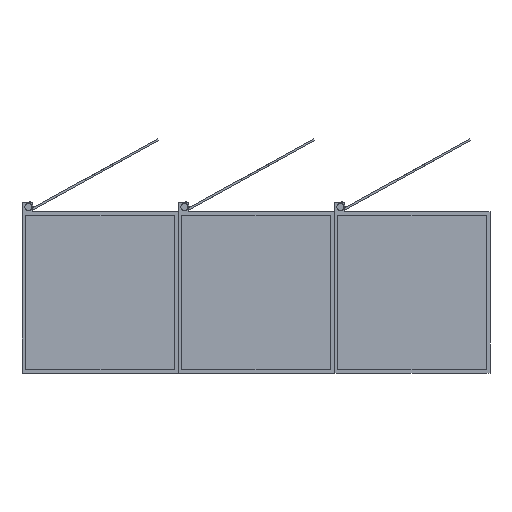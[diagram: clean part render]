
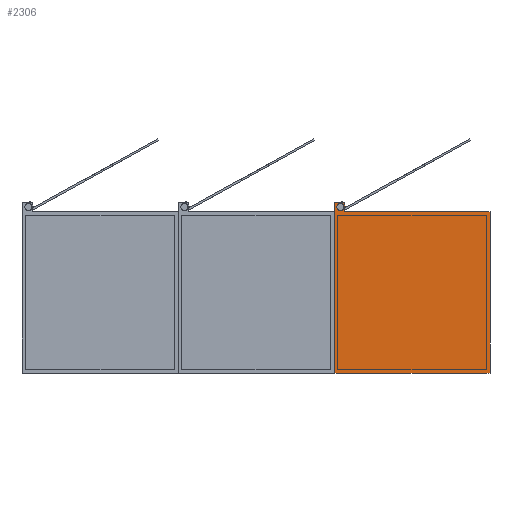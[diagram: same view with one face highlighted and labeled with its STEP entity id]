
A CAD part, front view. The second image highlights one B-rep face of the part: STEP entity #2306.
In plain terms, the highlighted planar face has unit normal (0, -1, 0).
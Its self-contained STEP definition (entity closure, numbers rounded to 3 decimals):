
#86 = VECTOR ( 'NONE', #4061, 1000. ) ;
#105 = VECTOR ( 'NONE', #3365, 1000. ) ;
#127 = CARTESIAN_POINT ( 'NONE',  ( 435., 0., 0. ) ) ;
#253 = EDGE_CURVE ( 'NONE', #773, #3809, #2004, .T. ) ;
#444 = EDGE_CURVE ( 'NONE', #1508, #684, #2020, .T. ) ;
#478 = CARTESIAN_POINT ( 'NONE',  ( 435., 0., 0. ) ) ;
#522 = AXIS2_PLACEMENT_3D ( 'NONE', #3329, #2675, #3621 ) ;
#532 = CARTESIAN_POINT ( 'NONE',  ( 0., 0., 0. ) ) ;
#601 = DIRECTION ( 'NONE',  ( 0., -1., 0. ) ) ;
#684 = VERTEX_POINT ( 'NONE', #2156 ) ;
#702 = ORIENTED_EDGE ( 'NONE', *, *, #864, .F. ) ;
#727 = VERTEX_POINT ( 'NONE', #2424 ) ;
#773 = VERTEX_POINT ( 'NONE', #3661 ) ;
#788 = EDGE_CURVE ( 'NONE', #1177, #1030, #3344, .T. ) ;
#864 = EDGE_CURVE ( 'NONE', #684, #1177, #1558, .T. ) ;
#935 = ORIENTED_EDGE ( 'NONE', *, *, #253, .F. ) ;
#1001 = CARTESIAN_POINT ( 'NONE',  ( 30., 0., 25. ) ) ;
#1030 = VERTEX_POINT ( 'NONE', #3859 ) ;
#1040 = DIRECTION ( 'NONE',  ( 1., 0., 0. ) ) ;
#1137 = ORIENTED_EDGE ( 'NONE', *, *, #3170, .F. ) ;
#1141 = AXIS2_PLACEMENT_3D ( 'NONE', #1532, #601, #2992 ) ;
#1161 = VECTOR ( 'NONE', #1357, 1000. ) ;
#1177 = VERTEX_POINT ( 'NONE', #3066 ) ;
#1262 = VECTOR ( 'NONE', #1040, 1000. ) ;
#1357 = DIRECTION ( 'NONE',  ( 0., 0., -1. ) ) ;
#1408 = EDGE_CURVE ( 'NONE', #1030, #773, #3770, .T. ) ;
#1508 = VERTEX_POINT ( 'NONE', #127 ) ;
#1532 = CARTESIAN_POINT ( 'NONE',  ( 0., 0., 0. ) ) ;
#1558 = LINE ( 'NONE', #2196, #2513 ) ;
#1679 = ORIENTED_EDGE ( 'NONE', *, *, #1408, .F. ) ;
#1854 = FACE_OUTER_BOUND ( 'NONE', #2857, .T. ) ;
#1917 = ORIENTED_EDGE ( 'NONE', *, *, #444, .F. ) ;
#1929 = DIRECTION ( 'NONE',  ( -1., 0., 0. ) ) ;
#2004 = LINE ( 'NONE', #1001, #1161 ) ;
#2020 = LINE ( 'NONE', #478, #2144 ) ;
#2025 = EDGE_CURVE ( 'NONE', #3809, #1508, #2279, .T. ) ;
#2144 = VECTOR ( 'NONE', #3620, 1000. ) ;
#2148 = FACE_BOUND ( 'NONE', #2612, .T. ) ;
#2156 = CARTESIAN_POINT ( 'NONE',  ( 435., 0., -450. ) ) ;
#2196 = CARTESIAN_POINT ( 'NONE',  ( 0., 0., -450. ) ) ;
#2279 = LINE ( 'NONE', #3536, #1262 ) ;
#2306 = ADVANCED_FACE ( 'NONE', ( #2148, #1854 ), #3441, .T. ) ;
#2424 = CARTESIAN_POINT ( 'NONE',  ( 18., 0., 3. ) ) ;
#2513 = VECTOR ( 'NONE', #1929, 1000. ) ;
#2593 = VERTEX_POINT ( 'NONE', #2720 ) ;
#2604 = EDGE_CURVE ( 'NONE', #2593, #727, #3161, .T. ) ;
#2612 = EDGE_LOOP ( 'NONE', ( #1137, #3173 ) ) ;
#2675 = DIRECTION ( 'NONE',  ( 0., -1., 0. ) ) ;
#2720 = CARTESIAN_POINT ( 'NONE',  ( 18., 0., 23. ) ) ;
#2772 = AXIS2_PLACEMENT_3D ( 'NONE', #3270, #3892, #3912 ) ;
#2857 = EDGE_LOOP ( 'NONE', ( #3105, #935, #1679, #3034, #702, #1917 ) ) ;
#2955 = CARTESIAN_POINT ( 'NONE',  ( 30., 0., 0. ) ) ;
#2992 = DIRECTION ( 'NONE',  ( 0., 0., -1. ) ) ;
#3034 = ORIENTED_EDGE ( 'NONE', *, *, #788, .F. ) ;
#3066 = CARTESIAN_POINT ( 'NONE',  ( 0., 0., -450. ) ) ;
#3105 = ORIENTED_EDGE ( 'NONE', *, *, #2025, .F. ) ;
#3161 = CIRCLE ( 'NONE', #2772, 10. ) ;
#3170 = EDGE_CURVE ( 'NONE', #727, #2593, #3546, .T. ) ;
#3173 = ORIENTED_EDGE ( 'NONE', *, *, #2604, .F. ) ;
#3270 = CARTESIAN_POINT ( 'NONE',  ( 18., 0., 13. ) ) ;
#3329 = CARTESIAN_POINT ( 'NONE',  ( 18., 0., 13. ) ) ;
#3344 = LINE ( 'NONE', #532, #105 ) ;
#3365 = DIRECTION ( 'NONE',  ( 0., 0., 1. ) ) ;
#3441 = PLANE ( 'NONE',  #1141 ) ;
#3536 = CARTESIAN_POINT ( 'NONE',  ( 0., 0., 0. ) ) ;
#3546 = CIRCLE ( 'NONE', #522, 10. ) ;
#3620 = DIRECTION ( 'NONE',  ( 0., 0., -1. ) ) ;
#3621 = DIRECTION ( 'NONE',  ( 0., 0., -1. ) ) ;
#3661 = CARTESIAN_POINT ( 'NONE',  ( 30., 0., 25. ) ) ;
#3770 = LINE ( 'NONE', #3867, #86 ) ;
#3809 = VERTEX_POINT ( 'NONE', #2955 ) ;
#3859 = CARTESIAN_POINT ( 'NONE',  ( 0., 0., 25. ) ) ;
#3867 = CARTESIAN_POINT ( 'NONE',  ( 0., 0., 25. ) ) ;
#3892 = DIRECTION ( 'NONE',  ( 0., -1., 0. ) ) ;
#3912 = DIRECTION ( 'NONE',  ( 0., 0., -1. ) ) ;
#4061 = DIRECTION ( 'NONE',  ( 1., 0., 0. ) ) ;
